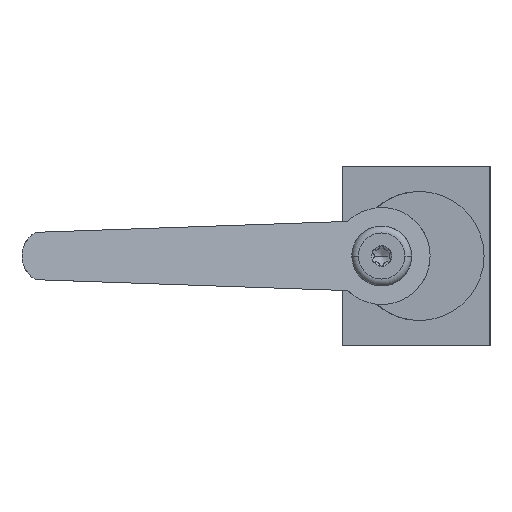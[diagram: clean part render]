
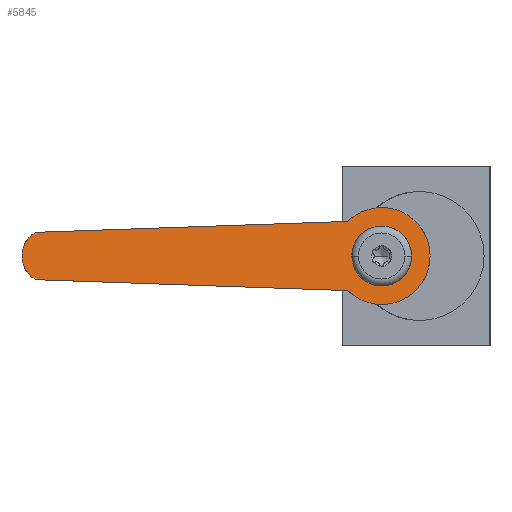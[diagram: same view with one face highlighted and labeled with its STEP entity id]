
A CAD part, left-side view. The second image highlights one B-rep face of the part: STEP entity #5845.
In plain terms, the highlighted planar face has unit normal (-0.966, -0.259, 0).
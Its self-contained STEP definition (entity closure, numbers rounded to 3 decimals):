
#849=CARTESIAN_POINT('',(-53.725,98.607,-24.634));
#850=CARTESIAN_POINT('',(-53.82,98.961,-24.42));
#851=CARTESIAN_POINT('',(-53.968,99.516,-23.992));
#852=CARTESIAN_POINT('',(-54.187,100.331,-23.136));
#853=CARTESIAN_POINT('',(-54.362,100.984,-22.067));
#854=CARTESIAN_POINT('',(-54.476,101.411,-20.783));
#855=CARTESIAN_POINT('',(-54.512,101.546,-19.5));
#856=CARTESIAN_POINT('',(-54.476,101.411,-18.217));
#857=CARTESIAN_POINT('',(-54.362,100.984,-16.933));
#858=CARTESIAN_POINT('',(-54.187,100.331,-15.864));
#859=CARTESIAN_POINT('',(-53.968,99.516,-15.008));
#860=CARTESIAN_POINT('',(-53.82,98.961,-14.58));
#861=CARTESIAN_POINT('',(-53.725,98.607,-14.366));
#863=DIRECTION('',(0.259,-0.965,0.034));
#864=VECTOR('',#863,70.189);
#865=CARTESIAN_POINT('',(-53.725,98.607,-14.366));
#866=LINE('',#865,#864);
#867=CARTESIAN_POINT('',(-35.569,30.848,-12.));
#868=CARTESIAN_POINT('',(-35.47,30.48,-11.639));
#869=CARTESIAN_POINT('',(-35.291,29.812,-11.082));
#870=CARTESIAN_POINT('',(-34.968,28.604,-10.28));
#871=CARTESIAN_POINT('',(-34.605,27.249,-9.647));
#872=CARTESIAN_POINT('',(-34.205,25.757,-9.21));
#873=CARTESIAN_POINT('',(-33.706,23.897,-8.939));
#874=CARTESIAN_POINT('',(-33.133,21.759,-9.048));
#875=CARTESIAN_POINT('',(-32.507,19.419,-9.726));
#876=CARTESIAN_POINT('',(-31.937,17.292,-10.913));
#877=CARTESIAN_POINT('',(-31.512,15.709,-12.358));
#878=CARTESIAN_POINT('',(-31.213,14.593,-13.875));
#879=CARTESIAN_POINT('',(-31.015,13.853,-15.248));
#880=CARTESIAN_POINT('',(-30.88,13.349,-16.663));
#881=CARTESIAN_POINT('',(-30.806,13.072,-18.098));
#882=CARTESIAN_POINT('',(-30.786,13.,-18.975));
#883=CARTESIAN_POINT('',(-30.786,13.,-19.5));
#885=CARTESIAN_POINT('',(-30.786,13.,-19.5));
#886=CARTESIAN_POINT('',(-30.786,13.,-20.025));
#887=CARTESIAN_POINT('',(-30.806,13.072,-20.902));
#888=CARTESIAN_POINT('',(-30.88,13.349,-22.337));
#889=CARTESIAN_POINT('',(-31.015,13.853,-23.752));
#890=CARTESIAN_POINT('',(-31.213,14.593,-25.125));
#891=CARTESIAN_POINT('',(-31.512,15.709,-26.642));
#892=CARTESIAN_POINT('',(-31.937,17.292,-28.087));
#893=CARTESIAN_POINT('',(-32.507,19.419,-29.274));
#894=CARTESIAN_POINT('',(-33.133,21.759,-29.952));
#895=CARTESIAN_POINT('',(-33.706,23.897,-30.061));
#896=CARTESIAN_POINT('',(-34.205,25.757,-29.79));
#897=CARTESIAN_POINT('',(-34.605,27.249,-29.353));
#898=CARTESIAN_POINT('',(-34.968,28.604,-28.72));
#899=CARTESIAN_POINT('',(-35.291,29.812,-27.918));
#900=CARTESIAN_POINT('',(-35.47,30.48,-27.361));
#901=CARTESIAN_POINT('',(-35.569,30.848,-27.));
#903=CARTESIAN_POINT('',(-35.,28.725,-23.366));
#904=CARTESIAN_POINT('',(-34.918,28.419,-23.78));
#905=CARTESIAN_POINT('',(-34.713,27.655,-24.609));
#906=CARTESIAN_POINT('',(-34.26,25.965,-25.636));
#907=CARTESIAN_POINT('',(-33.677,23.786,-26.13));
#908=CARTESIAN_POINT('',(-33.042,21.419,-25.812));
#909=CARTESIAN_POINT('',(-32.481,19.326,-24.66));
#910=CARTESIAN_POINT('',(-32.091,17.869,-22.966));
#911=CARTESIAN_POINT('',(-31.924,17.246,-21.442));
#912=CARTESIAN_POINT('',(-31.866,17.031,-20.291));
#913=CARTESIAN_POINT('',(-31.854,16.985,-19.5));
#914=CARTESIAN_POINT('',(-31.866,17.031,-18.709));
#915=CARTESIAN_POINT('',(-31.924,17.246,-17.558));
#916=CARTESIAN_POINT('',(-32.091,17.869,-16.034));
#917=CARTESIAN_POINT('',(-32.481,19.326,-14.34));
#918=CARTESIAN_POINT('',(-33.042,21.419,-13.188));
#919=CARTESIAN_POINT('',(-33.677,23.786,-12.87));
#920=CARTESIAN_POINT('',(-34.26,25.965,-13.364));
#921=CARTESIAN_POINT('',(-34.713,27.655,-14.391));
#922=CARTESIAN_POINT('',(-34.918,28.419,-15.22));
#923=CARTESIAN_POINT('',(-35.,28.725,-15.634));
#925=CARTESIAN_POINT('',(-35.,28.725,-15.634));
#926=CARTESIAN_POINT('',(-35.07,28.985,-15.985));
#927=CARTESIAN_POINT('',(-35.188,29.427,-16.739));
#928=CARTESIAN_POINT('',(-35.305,29.864,-18.081));
#929=CARTESIAN_POINT('',(-35.332,29.963,-19.015));
#930=CARTESIAN_POINT('',(-35.332,29.963,-19.5));
#932=CARTESIAN_POINT('',(-35.332,29.963,-19.5));
#933=CARTESIAN_POINT('',(-35.332,29.963,-19.986));
#934=CARTESIAN_POINT('',(-35.305,29.864,-20.92));
#935=CARTESIAN_POINT('',(-35.188,29.426,-22.261));
#936=CARTESIAN_POINT('',(-35.07,28.985,-23.015));
#937=CARTESIAN_POINT('',(-35.,28.725,-23.366));
#939=DIRECTION('',(0.259,-0.965,-0.034));
#940=VECTOR('',#939,70.189);
#941=CARTESIAN_POINT('',(-53.725,98.607,-24.634));
#942=LINE('',#941,#940);
#3862=CARTESIAN_POINT('',(-53.725,98.607,
-24.634));
#3863=CARTESIAN_POINT('',(-35.569,30.848,-27.));
#3864=VERTEX_POINT('',#3862);
#3865=VERTEX_POINT('',#3863);
#3872=VERTEX_POINT('',#885);
#3873=VERTEX_POINT('',#867);
#3874=CARTESIAN_POINT('',(-53.725,98.607,
-14.366));
#3875=VERTEX_POINT('',#3874);
#3876=VERTEX_POINT('',#903);
#3877=VERTEX_POINT('',#923);
#3878=VERTEX_POINT('',#932);
#5821=CARTESIAN_POINT('',(-42.645,57.256,
-19.5));
#5822=DIRECTION('',(0.966,0.259,0.));
#5823=DIRECTION('',(-0.259,0.966,0.));
#5824=AXIS2_PLACEMENT_3D('',#5821,#5822,#5823);
#5825=PLANE('',#5824);
#5827=ORIENTED_EDGE('',*,*,#5826,.F.);
#5829=ORIENTED_EDGE('',*,*,#5828,.T.);
#5831=ORIENTED_EDGE('',*,*,#5830,.T.);
#5833=ORIENTED_EDGE('',*,*,#5832,.T.);
#5834=ORIENTED_EDGE('',*,*,#5807,.T.);
#5835=EDGE_LOOP('',(#5827,#5829,#5831,#5833,#5834));
#5836=FACE_OUTER_BOUND('',#5835,.F.);
#5838=ORIENTED_EDGE('',*,*,#5837,.T.);
#5840=ORIENTED_EDGE('',*,*,#5839,.T.);
#5842=ORIENTED_EDGE('',*,*,#5841,.T.);
#5843=EDGE_LOOP('',(#5838,#5840,#5842));
#5844=FACE_BOUND('',#5843,.F.);
#5845=ADVANCED_FACE('',(#5836,#5844),#5825,.F.);
#862=B_SPLINE_CURVE_WITH_KNOTS('',3,(#849,#850,#851,#852,#853,#854,#855,#856,
#857,#858,#859,#860,#861),.UNSPECIFIED.,.F.,.F.,(4,1,1,1,1,1,1,1,1,1,4),(0.,
0.063,0.125,0.25,0.375,0.5,0.625,0.75,0.875,0.938,1.),
.UNSPECIFIED.);
#884=B_SPLINE_CURVE_WITH_KNOTS('',3,(#867,#868,#869,#870,#871,#872,#873,#874,
#875,#876,#877,#878,#879,#880,#881,#882,#883),.UNSPECIFIED.,.F.,.F.,(4,1,1,1,1,
1,1,1,1,1,1,1,1,1,4),(0.,0.031,0.063,0.125,0.188,0.25,0.375,
0.5,0.625,0.75,0.813,0.875,0.938,0.969,1.),.UNSPECIFIED.);
#902=B_SPLINE_CURVE_WITH_KNOTS('',3,(#885,#886,#887,#888,#889,#890,#891,#892,
#893,#894,#895,#896,#897,#898,#899,#900,#901),.UNSPECIFIED.,.F.,.F.,(4,1,1,1,1,
1,1,1,1,1,1,1,1,1,4),(0.,0.031,0.063,0.125,0.188,0.25,0.375,
0.5,0.625,0.75,0.813,0.875,0.938,0.969,1.),.UNSPECIFIED.);
#924=B_SPLINE_CURVE_WITH_KNOTS('',3,(#903,#904,#905,#906,#907,#908,#909,#910,
#911,#912,#913,#914,#915,#916,#917,#918,#919,#920,#921,#922,#923),.UNSPECIFIED.,
.F.,.F.,(4,1,1,1,1,1,1,1,1,1,1,1,1,1,1,1,1,1,4),(0.,0.063,0.125,0.188,
0.25,0.313,0.375,0.438,0.469,0.5,0.531,0.563,0.625,
0.688,0.75,0.813,0.875,0.938,1.),.UNSPECIFIED.);
#931=B_SPLINE_CURVE_WITH_KNOTS('',3,(#925,#926,#927,#928,#929,#930),
.UNSPECIFIED.,.F.,.F.,(4,1,1,4),(0.,0.333,0.667,1.),
.UNSPECIFIED.);
#938=B_SPLINE_CURVE_WITH_KNOTS('',3,(#932,#933,#934,#935,#936,#937),
.UNSPECIFIED.,.F.,.F.,(4,1,1,4),(0.,0.333,0.667,1.),
.UNSPECIFIED.);
#5807=EDGE_CURVE('',#3872,#3865,#902,.T.);
#5826=EDGE_CURVE('',#3864,#3865,#942,.T.);
#5828=EDGE_CURVE('',#3864,#3875,#862,.T.);
#5830=EDGE_CURVE('',#3875,#3873,#866,.T.);
#5832=EDGE_CURVE('',#3873,#3872,#884,.T.);
#5837=EDGE_CURVE('',#3876,#3877,#924,.T.);
#5839=EDGE_CURVE('',#3877,#3878,#931,.T.);
#5841=EDGE_CURVE('',#3878,#3876,#938,.T.);
